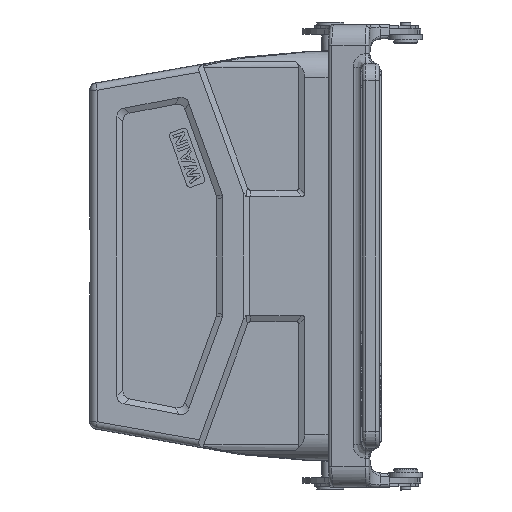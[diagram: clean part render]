
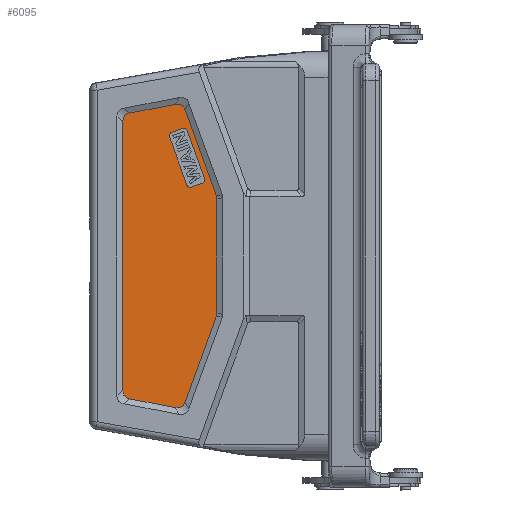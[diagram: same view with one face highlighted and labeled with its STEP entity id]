
A CAD part, left-side view. The second image highlights one B-rep face of the part: STEP entity #6095.
In plain terms, the highlighted planar face has unit normal (-1, 0, 0).
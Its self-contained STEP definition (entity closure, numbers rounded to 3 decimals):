
#3220=ELLIPSE('',#27948,12.292,5.);
#3221=ELLIPSE('',#27949,12.292,5.);
#3222=ELLIPSE('',#27950,12.433,5.);
#3223=ELLIPSE('',#27951,10.116,5.);
#3224=ELLIPSE('',#27952,10.116,5.);
#3225=ELLIPSE('',#27953,12.433,5.);
#3481=FACE_BOUND('',#9499,.T.);
#3482=FACE_BOUND('',#9500,.T.);
#4826=CIRCLE('',#27932,1.);
#4828=CIRCLE('',#27935,1.);
#4829=CIRCLE('',#27938,1.);
#4832=CIRCLE('',#27943,1.);
#6095=ADVANCED_FACE('',(#3481,#3482),#7245,.F.);
#7245=PLANE('',#27954);
#9499=EDGE_LOOP('',(#12667,#12668,#12669,#12670,#12671,#12672,#12673,#12674));
#9500=EDGE_LOOP('',(#12675,#12676,#12677,#12678,#12679,#12680,#12681,#12682,
#12683,#12684,#12685,#12686));
#12667=ORIENTED_EDGE('',*,*,#20998,.F.);
#12668=ORIENTED_EDGE('',*,*,#21016,.F.);
#12669=ORIENTED_EDGE('',*,*,#21014,.F.);
#12670=ORIENTED_EDGE('',*,*,#21009,.F.);
#12671=ORIENTED_EDGE('',*,*,#21006,.F.);
#12672=ORIENTED_EDGE('',*,*,#21003,.F.);
#12673=ORIENTED_EDGE('',*,*,#21002,.F.);
#12674=ORIENTED_EDGE('',*,*,#21018,.F.);
#12675=ORIENTED_EDGE('',*,*,#21019,.T.);
#12676=ORIENTED_EDGE('',*,*,#21020,.T.);
#12677=ORIENTED_EDGE('',*,*,#21021,.T.);
#12678=ORIENTED_EDGE('',*,*,#21022,.T.);
#12679=ORIENTED_EDGE('',*,*,#21023,.T.);
#12680=ORIENTED_EDGE('',*,*,#21024,.T.);
#12681=ORIENTED_EDGE('',*,*,#21025,.T.);
#12682=ORIENTED_EDGE('',*,*,#21026,.T.);
#12683=ORIENTED_EDGE('',*,*,#21027,.T.);
#12684=ORIENTED_EDGE('',*,*,#21028,.T.);
#12685=ORIENTED_EDGE('',*,*,#21029,.T.);
#12686=ORIENTED_EDGE('',*,*,#21030,.T.);
#18306=VERTEX_POINT('',#41784);
#18308=VERTEX_POINT('',#41788);
#18310=VERTEX_POINT('',#41793);
#18312=VERTEX_POINT('',#41797);
#18313=VERTEX_POINT('',#41801);
#18315=VERTEX_POINT('',#41807);
#18317=VERTEX_POINT('',#41813);
#18320=VERTEX_POINT('',#41820);
#18321=VERTEX_POINT('',#41832);
#18322=VERTEX_POINT('',#41833);
#18323=VERTEX_POINT('',#41835);
#18324=VERTEX_POINT('',#41837);
#18325=VERTEX_POINT('',#41839);
#18326=VERTEX_POINT('',#41841);
#18327=VERTEX_POINT('',#41843);
#18328=VERTEX_POINT('',#41845);
#18329=VERTEX_POINT('',#41847);
#18330=VERTEX_POINT('',#41849);
#18331=VERTEX_POINT('',#41851);
#18332=VERTEX_POINT('',#41853);
#20998=EDGE_CURVE('',#18308,#18306,#4826,.T.);
#21002=EDGE_CURVE('',#18312,#18310,#4828,.T.);
#21003=EDGE_CURVE('',#18310,#18313,#24006,.T.);
#21006=EDGE_CURVE('',#18313,#18315,#4829,.T.);
#21009=EDGE_CURVE('',#18315,#18317,#24010,.T.);
#21014=EDGE_CURVE('',#18317,#18320,#4832,.T.);
#21016=EDGE_CURVE('',#18320,#18308,#24015,.T.);
#21018=EDGE_CURVE('',#18306,#18312,#24017,.T.);
#21019=EDGE_CURVE('',#18321,#18322,#3220,.T.);
#21020=EDGE_CURVE('',#18322,#18323,#24018,.T.);
#21021=EDGE_CURVE('',#18323,#18324,#3221,.T.);
#21022=EDGE_CURVE('',#18324,#18325,#24019,.T.);
#21023=EDGE_CURVE('',#18325,#18326,#3222,.T.);
#21024=EDGE_CURVE('',#18326,#18327,#24020,.T.);
#21025=EDGE_CURVE('',#18327,#18328,#3223,.T.);
#21026=EDGE_CURVE('',#18328,#18329,#24021,.T.);
#21027=EDGE_CURVE('',#18329,#18330,#3224,.T.);
#21028=EDGE_CURVE('',#18330,#18331,#24022,.T.);
#21029=EDGE_CURVE('',#18331,#18332,#3225,.T.);
#21030=EDGE_CURVE('',#18332,#18321,#24023,.T.);
#24006=LINE('',#41800,#25967);
#24010=LINE('',#41812,#25971);
#24015=LINE('',#41825,#25976);
#24017=LINE('',#41829,#25978);
#24018=LINE('',#41834,#25979);
#24019=LINE('',#41838,#25980);
#24020=LINE('',#41842,#25981);
#24021=LINE('',#41846,#25982);
#24022=LINE('',#41850,#25983);
#24023=LINE('',#41854,#25984);
#25967=VECTOR('',#31967,1.);
#25971=VECTOR('',#31979,1.);
#25976=VECTOR('',#31992,1.);
#25978=VECTOR('',#31998,1.);
#25979=VECTOR('',#32003,1.);
#25980=VECTOR('',#32006,1.);
#25981=VECTOR('',#32009,1.);
#25982=VECTOR('',#32012,1.);
#25983=VECTOR('',#32015,1.);
#25984=VECTOR('',#32018,1.);
#27932=AXIS2_PLACEMENT_3D('',#41789,#31955,#31956);
#27935=AXIS2_PLACEMENT_3D('',#41798,#31963,#31964);
#27938=AXIS2_PLACEMENT_3D('',#41806,#31972,#31973);
#27943=AXIS2_PLACEMENT_3D('',#41822,#31987,#31988);
#27948=AXIS2_PLACEMENT_3D('',#41831,#32001,#32002);
#27949=AXIS2_PLACEMENT_3D('',#41836,#32004,#32005);
#27950=AXIS2_PLACEMENT_3D('',#41840,#32007,#32008);
#27951=AXIS2_PLACEMENT_3D('',#41844,#32010,#32011);
#27952=AXIS2_PLACEMENT_3D('',#41848,#32013,#32014);
#27953=AXIS2_PLACEMENT_3D('',#41852,#32016,#32017);
#27954=AXIS2_PLACEMENT_3D('',#41855,#32019,#32020);
#31955=DIRECTION('',(-1.,0.,0.));
#31956=DIRECTION('',(0.,0.,-1.));
#31963=DIRECTION('',(-1.,0.,0.));
#31964=DIRECTION('',(0.,0.,-1.));
#31967=DIRECTION('',(0.,0.94,-0.342));
#31972=DIRECTION('',(-1.,0.,0.));
#31973=DIRECTION('',(0.,0.,-1.));
#31979=DIRECTION('',(0.,-0.342,-0.94));
#31987=DIRECTION('',(-1.,0.,0.));
#31988=DIRECTION('',(0.,0.,-1.));
#31992=DIRECTION('',(0.,-0.94,0.342));
#31998=DIRECTION('',(0.,0.342,0.94));
#32001=DIRECTION('',(-1.,0.,0.));
#32002=DIRECTION('',(0.,0.771,0.637));
#32003=DIRECTION('',(0.,0.,-1.));
#32004=DIRECTION('',(-1.,0.,0.));
#32005=DIRECTION('',(0.,0.771,-0.637));
#32006=DIRECTION('',(0.,-0.982,-0.19));
#32007=DIRECTION('',(-1.,0.,0.));
#32008=DIRECTION('',(0.,-0.493,-0.87));
#32009=DIRECTION('',(0.,-0.342,0.94));
#32010=DIRECTION('',(-1.,0.,0.));
#32011=DIRECTION('',(0.,-0.985,-0.174));
#32012=DIRECTION('',(0.,0.,1.));
#32013=DIRECTION('',(-1.,0.,0.));
#32014=DIRECTION('',(0.,-0.985,0.174));
#32015=DIRECTION('',(0.,0.342,0.94));
#32016=DIRECTION('',(-1.,0.,0.));
#32017=DIRECTION('',(0.,-0.493,0.87));
#32018=DIRECTION('',(0.,0.982,-0.19));
#32019=DIRECTION('',(1.,0.,0.));
#32020=DIRECTION('',(0.,1.,0.));
#41784=CARTESIAN_POINT('',(-21.5,-12.266,22.663));
#41788=CARTESIAN_POINT('',(-21.5,-11.668,21.382));
#41789=CARTESIAN_POINT('',(-21.5,-11.326,22.321));
#41793=CARTESIAN_POINT('',(-21.5,-5.854,37.356));
#41797=CARTESIAN_POINT('',(-21.5,-7.136,36.759));
#41798=CARTESIAN_POINT('',(-21.5,-6.196,36.417));
#41800=CARTESIAN_POINT('',(-21.5,-6.794,37.698));
#41801=CARTESIAN_POINT('',(-21.5,-2.565,36.159));
#41806=CARTESIAN_POINT('',(-21.5,-2.907,35.22));
#41807=CARTESIAN_POINT('',(-21.5,-1.967,34.878));
#41812=CARTESIAN_POINT('',(-21.5,-1.625,35.817));
#41813=CARTESIAN_POINT('',(-21.5,-7.098,20.782));
#41820=CARTESIAN_POINT('',(-21.5,-8.379,20.185));
#41822=CARTESIAN_POINT('',(-21.5,-8.037,21.124));
#41825=CARTESIAN_POINT('',(-21.5,-7.44,19.843));
#41829=CARTESIAN_POINT('',(-21.5,-12.608,21.724));
#41831=CARTESIAN_POINT('',(-21.5,1.683,33.215));
#41832=CARTESIAN_POINT('',(-21.5,9.658,41.859));
#41833=CARTESIAN_POINT('',(-21.5,11.683,39.405));
#41834=CARTESIAN_POINT('',(-21.5,11.683,0.));
#41835=CARTESIAN_POINT('',(-21.5,11.683,-39.405));
#41836=CARTESIAN_POINT('',(-21.5,1.683,-33.215));
#41837=CARTESIAN_POINT('',(-21.5,9.658,-41.859));
#41838=CARTESIAN_POINT('',(-21.5,8.143,-42.152));
#41839=CARTESIAN_POINT('',(-21.5,-3.695,-44.439));
#41840=CARTESIAN_POINT('',(-21.5,0.69,-33.407));
#41841=CARTESIAN_POINT('',(-21.5,-6.519,-42.839));
#41842=CARTESIAN_POINT('',(-21.5,-19.524,-7.106));
#41843=CARTESIAN_POINT('',(-21.5,-15.702,-17.609));
#41844=CARTESIAN_POINT('',(-21.5,-5.853,-15.431));
#41845=CARTESIAN_POINT('',(-21.5,-15.853,-16.754));
#41846=CARTESIAN_POINT('',(-21.5,-15.853,0.));
#41847=CARTESIAN_POINT('',(-21.5,-15.853,16.754));
#41848=CARTESIAN_POINT('',(-21.5,-5.853,15.431));
#41849=CARTESIAN_POINT('',(-21.5,-15.702,17.609));
#41850=CARTESIAN_POINT('',(-21.5,-19.524,7.106));
#41851=CARTESIAN_POINT('',(-21.5,-6.519,42.839));
#41852=CARTESIAN_POINT('',(-21.5,0.69,33.407));
#41853=CARTESIAN_POINT('',(-21.5,-3.695,44.439));
#41854=CARTESIAN_POINT('',(-21.5,8.143,42.152));
#41855=CARTESIAN_POINT('',(-21.5,0.,0.));
